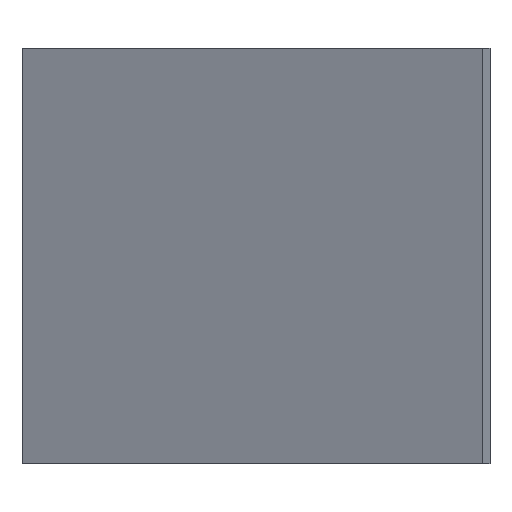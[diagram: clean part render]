
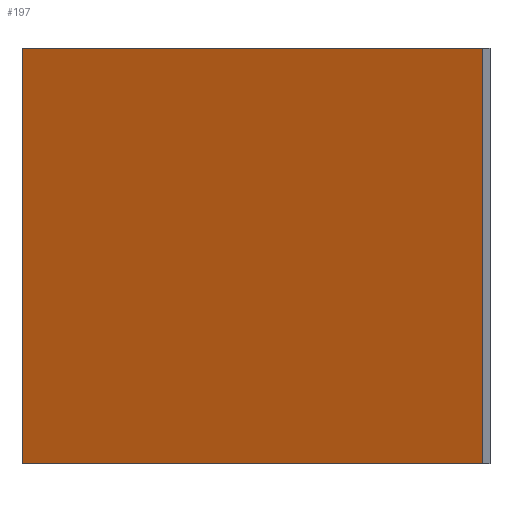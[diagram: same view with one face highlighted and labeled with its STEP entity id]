
A CAD part, left-side view. The second image highlights one B-rep face of the part: STEP entity #197.
In plain terms, the highlighted planar face has unit normal (-0.906, 0.423, 0).
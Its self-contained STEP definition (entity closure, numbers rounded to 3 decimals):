
#6 = LINE ( 'NONE', #241, #26 ) ;
#18 = EDGE_CURVE ( 'NONE', #424, #434, #231, .T. ) ;
#22 = VERTEX_POINT ( 'NONE', #193 ) ;
#24 = ORIENTED_EDGE ( 'NONE', *, *, #234, .F. ) ;
#26 = VECTOR ( 'NONE', #210, 1000. ) ;
#34 = PLANE ( 'NONE',  #350 ) ;
#62 = VERTEX_POINT ( 'NONE', #127 ) ;
#64 = DIRECTION ( 'NONE',  ( 0.423, 0.906, 0. ) ) ;
#67 = VECTOR ( 'NONE', #245, 1000. ) ;
#75 = CARTESIAN_POINT ( 'NONE',  ( -37.17, -53.533, 0. ) ) ;
#91 = VECTOR ( 'NONE', #287, 1000. ) ;
#118 = LINE ( 'NONE', #75, #91 ) ;
#127 = CARTESIAN_POINT ( 'NONE',  ( -37.17, -53.533, 0. ) ) ;
#146 = CARTESIAN_POINT ( 'NONE',  ( -37.17, -53.533, 50. ) ) ;
#152 = VECTOR ( 'NONE', #376, 1000. ) ;
#193 = CARTESIAN_POINT ( 'NONE',  ( -11.274, 2., 0. ) ) ;
#197 = ADVANCED_FACE ( 'NONE', ( #337 ), #34, .F. ) ;
#207 = LINE ( 'NONE', #355, #67 ) ;
#210 = DIRECTION ( 'NONE',  ( 0., 0., -1. ) ) ;
#214 = ORIENTED_EDGE ( 'NONE', *, *, #251, .T. ) ;
#215 = EDGE_CURVE ( 'NONE', #424, #22, #6, .T. ) ;
#231 = LINE ( 'NONE', #340, #152 ) ;
#234 = EDGE_CURVE ( 'NONE', #434, #62, #207, .T. ) ;
#241 = CARTESIAN_POINT ( 'NONE',  ( -11.274, 2., 50. ) ) ;
#245 = DIRECTION ( 'NONE',  ( 0., 0., -1. ) ) ;
#251 = EDGE_CURVE ( 'NONE', #22, #62, #118, .T. ) ;
#270 = CARTESIAN_POINT ( 'NONE',  ( -37.17, -53.533, 50. ) ) ;
#271 = DIRECTION ( 'NONE',  ( 0.906, -0.423, 0. ) ) ;
#287 = DIRECTION ( 'NONE',  ( -0.423, -0.906, 0. ) ) ;
#306 = ORIENTED_EDGE ( 'NONE', *, *, #18, .F. ) ;
#337 = FACE_OUTER_BOUND ( 'NONE', #385, .T. ) ;
#340 = CARTESIAN_POINT ( 'NONE',  ( -37.17, -53.533, 50. ) ) ;
#350 = AXIS2_PLACEMENT_3D ( 'NONE', #270, #271, #64 ) ;
#355 = CARTESIAN_POINT ( 'NONE',  ( -37.17, -53.533, 50. ) ) ;
#376 = DIRECTION ( 'NONE',  ( -0.423, -0.906, 0. ) ) ;
#385 = EDGE_LOOP ( 'NONE', ( #214, #24, #306, #404 ) ) ;
#395 = CARTESIAN_POINT ( 'NONE',  ( -11.274, 2., 50. ) ) ;
#404 = ORIENTED_EDGE ( 'NONE', *, *, #215, .T. ) ;
#424 = VERTEX_POINT ( 'NONE', #395 ) ;
#434 = VERTEX_POINT ( 'NONE', #146 ) ;
